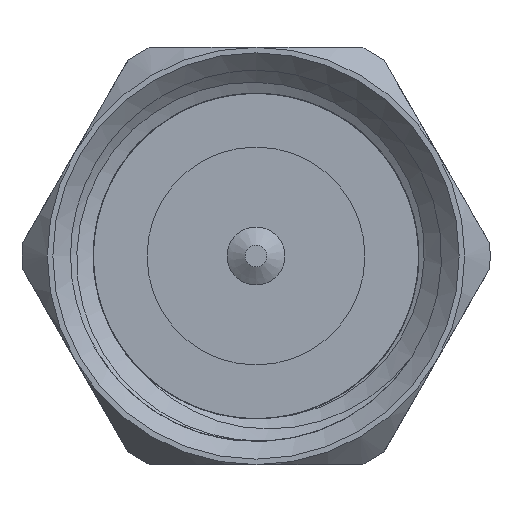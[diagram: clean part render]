
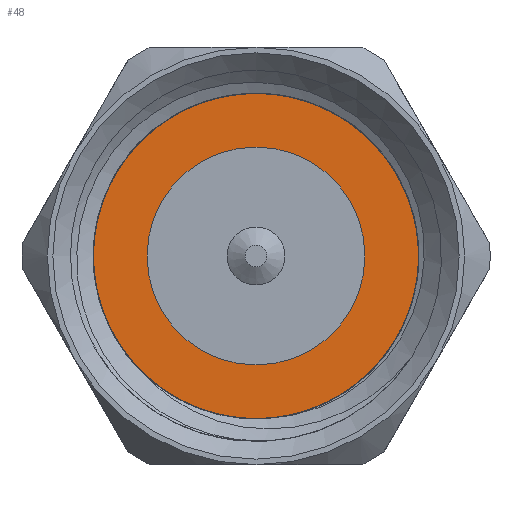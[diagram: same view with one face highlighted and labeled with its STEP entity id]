
A CAD part, left-side view. The second image highlights one B-rep face of the part: STEP entity #48.
In plain terms, the highlighted planar face has unit normal (-1, 0, 0).
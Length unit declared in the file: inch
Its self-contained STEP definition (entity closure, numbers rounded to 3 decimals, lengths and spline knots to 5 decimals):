
#48 = ADVANCED_FACE ( 'NONE', ( #2187, #1487 ), #3213, .F. ) ;
#214 = VERTEX_POINT ( 'NONE', #3141 ) ;
#323 = AXIS2_PLACEMENT_3D ( 'NONE', #1566, #761, #984 ) ;
#406 = CARTESIAN_POINT ( 'NONE',  ( 0.25197, 0.12193, 0.06929 ) ) ;
#419 = CARTESIAN_POINT ( 'NONE',  ( 0.25197, 0.12586, 0.06286 ) ) ;
#430 = CARTESIAN_POINT ( 'NONE',  ( 0.25197, 0.11316, 0.08134 ) ) ;
#501 = CARTESIAN_POINT ( 'NONE',  ( 0.25197, 0.12925, 0.05617 ) ) ;
#530 = EDGE_CURVE ( 'NONE', #1694, #870, #2111, .T. ) ;
#534 = CARTESIAN_POINT ( 'NONE',  ( 0.25197, -0.03806, 0.13569 ) ) ;
#583 = DIRECTION ( 'NONE',  ( 1., 0., 0. ) ) ;
#761 = DIRECTION ( 'NONE',  ( 1., 0., 0. ) ) ;
#828 = CARTESIAN_POINT ( 'NONE',  ( 0.25197, 0.00753, 0.1381 ) ) ;
#839 = DIRECTION ( 'NONE',  ( 0., 0., -1. ) ) ;
#848 = CARTESIAN_POINT ( 'NONE',  ( 0.25197, 0.09689, 0.09911 ) ) ;
#870 = VERTEX_POINT ( 'NONE', #534 ) ;
#984 = DIRECTION ( 'NONE',  ( 0., 0., -1. ) ) ;
#1012 = B_SPLINE_CURVE_WITH_KNOTS ( 'NONE', 3,
 ( #3056, #419, #406, #430, #1494, #1462 ),
 .UNSPECIFIED., .F., .F.,
 ( 4, 2, 4 ),
 ( 0.00109, 0.00166, 0.00223 ),
 .UNSPECIFIED. ) ;
#1110 = ORIENTED_EDGE ( 'NONE', *, *, #2407, .T. ) ;
#1128 = DIRECTION ( 'NONE',  ( 1., 0., 0. ) ) ;
#1155 = AXIS2_PLACEMENT_3D ( 'NONE', #1378, #1128, #839 ) ;
#1270 = EDGE_CURVE ( 'NONE', #1892, #1670, #1012, .T. ) ;
#1376 = CARTESIAN_POINT ( 'NONE',  ( 0.25197, 0.07568, 0.11612 ) ) ;
#1378 = CARTESIAN_POINT ( 'NONE',  ( 0.25197, 0., 0. ) ) ;
#1387 = CARTESIAN_POINT ( 'NONE',  ( 0.25197, 0.10297, 0.09233 ) ) ;
#1462 = CARTESIAN_POINT ( 'NONE',  ( 0.25197, 0.10297, 0.09233 ) ) ;
#1487 = FACE_OUTER_BOUND ( 'NONE', #2078, .T. ) ;
#1494 = CARTESIAN_POINT ( 'NONE',  ( 0.25197, 0.10831, 0.08702 ) ) ;
#1522 = CARTESIAN_POINT ( 'NONE',  ( 0.25197, -0.03806, 0.13569 ) ) ;
#1543 = ORIENTED_EDGE ( 'NONE', *, *, #530, .F. ) ;
#1566 = CARTESIAN_POINT ( 'NONE',  ( 0.25197, 0., 0. ) ) ;
#1574 = ORIENTED_EDGE ( 'NONE', *, *, #1830, .F. ) ;
#1653 = EDGE_CURVE ( 'NONE', #1670, #1694, #2381, .T. ) ;
#1670 = VERTEX_POINT ( 'NONE', #3221 ) ;
#1694 = VERTEX_POINT ( 'NONE', #1899 ) ;
#1830 = EDGE_CURVE ( 'NONE', #870, #1892, #2729, .T. ) ;
#1892 = VERTEX_POINT ( 'NONE', #501 ) ;
#1899 = CARTESIAN_POINT ( 'NONE',  ( 0.25197, 0.00753, 0.1381 ) ) ;
#1936 = CARTESIAN_POINT ( 'NONE',  ( 0.25197, 0., 0. ) ) ;
#2017 = CARTESIAN_POINT ( 'NONE',  ( 0.25197, 0.00753, 0.1381 ) ) ;
#2078 = EDGE_LOOP ( 'NONE', ( #3394, #1574, #1543, #2203 ) ) ;
#2111 = B_SPLINE_CURVE_WITH_KNOTS ( 'NONE', 3,
 ( #2017, #2551, #3093, #1522 ),
 .UNSPECIFIED., .F., .F.,
 ( 4, 4 ),
 ( 0., 0.00116 ),
 .UNSPECIFIED. ) ;
#2153 = CARTESIAN_POINT ( 'NONE',  ( 0.25197, 0.09017, 0.10525 ) ) ;
#2187 = FACE_BOUND ( 'NONE', #2663, .T. ) ;
#2203 = ORIENTED_EDGE ( 'NONE', *, *, #1653, .F. ) ;
#2381 = B_SPLINE_CURVE_WITH_KNOTS ( 'NONE', 3,
 ( #1387, #848, #2153, #1376, #2714, #2951, #2418, #828 ),
 .UNSPECIFIED., .F., .F.,
 ( 4, 2, 2, 4 ),
 ( 0., 0.00069, 0.00139, 0.00277 ),
 .UNSPECIFIED. ) ;
#2407 = EDGE_CURVE ( 'NONE', #214, #214, #2541, .T. ) ;
#2418 = CARTESIAN_POINT ( 'NONE',  ( 0.25197, 0.02571, 0.13711 ) ) ;
#2430 = DIRECTION ( 'NONE',  ( 0., 0., -1. ) ) ;
#2541 = CIRCLE ( 'NONE', #2959, 0.09252 ) ;
#2551 = CARTESIAN_POINT ( 'NONE',  ( 0.25197, -0.00781, 0.13981 ) ) ;
#2663 = EDGE_LOOP ( 'NONE', ( #1110 ) ) ;
#2714 = CARTESIAN_POINT ( 'NONE',  ( 0.25197, 0.06785, 0.12085 ) ) ;
#2729 = CIRCLE ( 'NONE', #323, 0.14093 ) ;
#2951 = CARTESIAN_POINT ( 'NONE',  ( 0.25197, 0.04354, 0.13249 ) ) ;
#2959 = AXIS2_PLACEMENT_3D ( 'NONE', #1936, #583, #2430 ) ;
#3056 = CARTESIAN_POINT ( 'NONE',  ( 0.25197, 0.12925, 0.05617 ) ) ;
#3093 = CARTESIAN_POINT ( 'NONE',  ( 0.25197, -0.02301, 0.13898 ) ) ;
#3141 = CARTESIAN_POINT ( 'NONE',  ( 0.25197, 0., -0.09252 ) ) ;
#3213 = PLANE ( 'NONE',  #1155 ) ;
#3221 = CARTESIAN_POINT ( 'NONE',  ( 0.25197, 0.10297, 0.09233 ) ) ;
#3394 = ORIENTED_EDGE ( 'NONE', *, *, #1270, .F. ) ;
